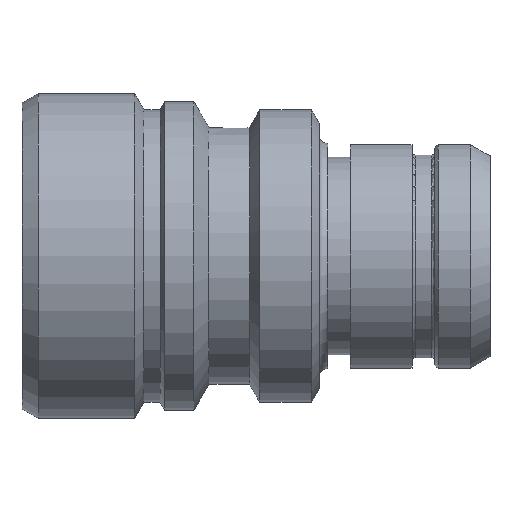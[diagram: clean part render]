
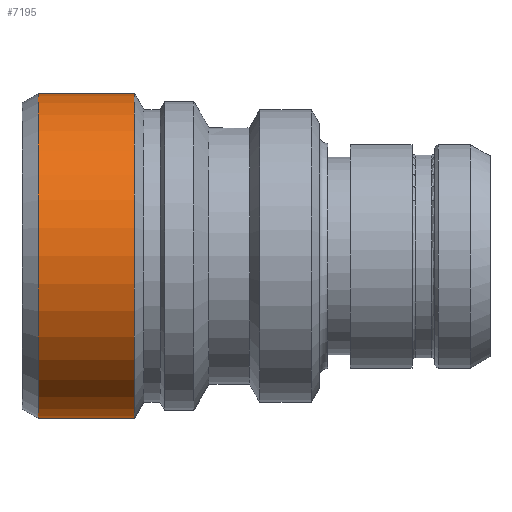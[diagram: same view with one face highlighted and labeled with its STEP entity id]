
A CAD part, top view. The second image highlights one B-rep face of the part: STEP entity #7195.
In plain terms, the highlighted cylindrical face has radius 10 mm (diameter 20 mm), a partial arc.
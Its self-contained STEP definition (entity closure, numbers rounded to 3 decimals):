
#249=CARTESIAN_POINT('',(1.,0.,0.));
#250=DIRECTION('',(1.,0.,0.));
#251=DIRECTION('',(0.,1.,0.));
#252=AXIS2_PLACEMENT_3D('',#249,#250,#251);
#254=CARTESIAN_POINT('',(6.923,0.,0.));
#255=DIRECTION('',(1.,0.,0.));
#256=DIRECTION('',(0.,1.,0.));
#257=AXIS2_PLACEMENT_3D('',#254,#255,#256);
#259=DIRECTION('',(-1.,0.,0.));
#260=VECTOR('',#259,5.923);
#261=CARTESIAN_POINT('',(6.923,10.,0.));
#262=LINE('639',#261,#260);
#263=DIRECTION('',(-1.,0.,0.));
#264=VECTOR('',#263,5.923);
#265=CARTESIAN_POINT('',(6.923,-10.,0.));
#266=LINE('653',#265,#264);
#5780=CARTESIAN_POINT('',(6.923,10.,0.));
#5781=VERTEX_POINT('',#5780);
#5782=CARTESIAN_POINT('',(1.,10.,0.));
#5783=VERTEX_POINT('',#5782);
#5812=CARTESIAN_POINT('',(6.923,-10.,0.));
#5813=VERTEX_POINT('',#5812);
#5814=CARTESIAN_POINT('',(1.,-10.,0.));
#5815=VERTEX_POINT('',#5814);
#7181=CARTESIAN_POINT('',(-1.44,0.,0.));
#7182=DIRECTION('',(1.,0.,0.));
#7183=DIRECTION('',(0.,-1.,0.));
#7184=AXIS2_PLACEMENT_3D('',#7181,#7182,#7183);
#7185=CYLINDRICAL_SURFACE('276',#7184,10.);
#7187=ORIENTED_EDGE('639',*,*,#7186,.F.);
#7189=ORIENTED_EDGE('670',*,*,#7188,.T.);
#7191=ORIENTED_EDGE('653',*,*,#7190,.T.);
#7192=ORIENTED_EDGE('671',*,*,#7167,.F.);
#7193=EDGE_LOOP('276',(#7187,#7189,#7191,#7192));
#7194=FACE_OUTER_BOUND('276',#7193,.F.);
#253=CIRCLE('671',#252,10.);
#258=CIRCLE('670',#257,10.);
#7167=EDGE_CURVE('671',#5783,#5815,#253,.T.);
#7186=EDGE_CURVE('639',#5781,#5783,#262,.T.);
#7188=EDGE_CURVE('670',#5781,#5813,#258,.T.);
#7190=EDGE_CURVE('653',#5813,#5815,#266,.T.);
#7195=ADVANCED_FACE('276',(#7194),#7185,.T.);
